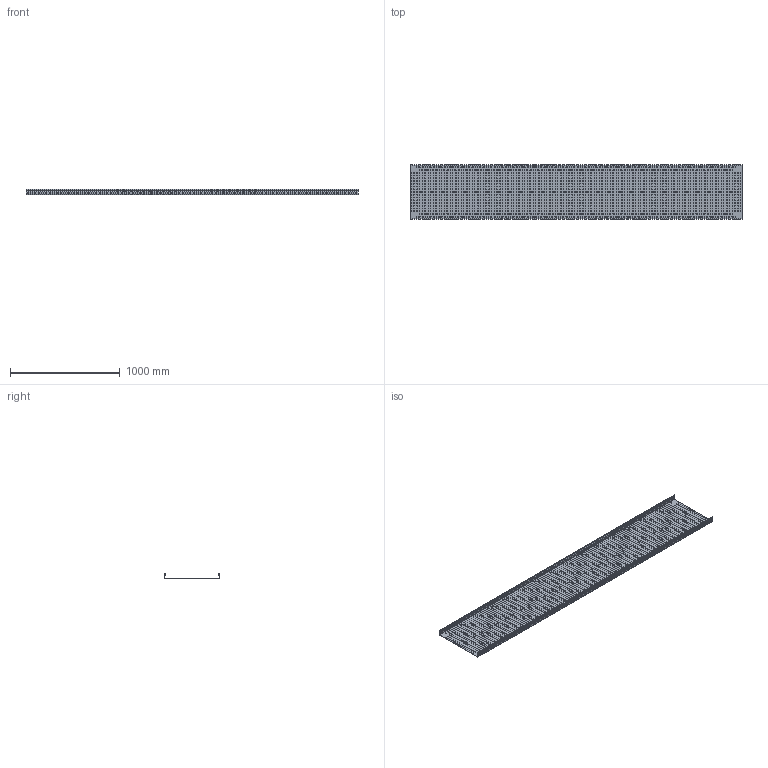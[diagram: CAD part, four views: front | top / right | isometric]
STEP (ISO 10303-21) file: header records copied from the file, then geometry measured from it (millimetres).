
FILE_DESCRIPTION(/* description */ (''),/* implementation_level */ '2;1');
FILE_NAME(/* name */ '487439.stp',/* time_stamp */ '2023-12-19T13:53:01+01:00',/* author */ ('bonnaudn'),/* organization */ (''),/* preprocessor_version */ 'ST-DEVELOPER v19.2',/* originating_system */ 'AutoCAD Mechanical',/* authorisation */ '');
FILE_SCHEMA (('AUTOMOTIVE_DESIGN { 1 0 10303 214 3 1 1 }'));
Products named in the file (1): Product
Bounding box: 3030 x 500.4 x 50.2 mm (x, y, z)
Volume: 3701331.8 mm3; surface area: 4162763.3 mm2
Topology: 1 solids, 2559 shells, 2596 faces, 10166 edges, 10130 vertices
Faces by surface type: plane 2576, cylinder 20
Entity records: 114949 total; most frequent: CARTESIAN_POINT 22893, DIRECTION 20458, ORIENTED_EDGE 10274, EDGE_CURVE 10166, VERTEX_POINT 10130, AXIS2_PLACEMENT_3D 7695, CIRCLE 5098, LINE 5068
